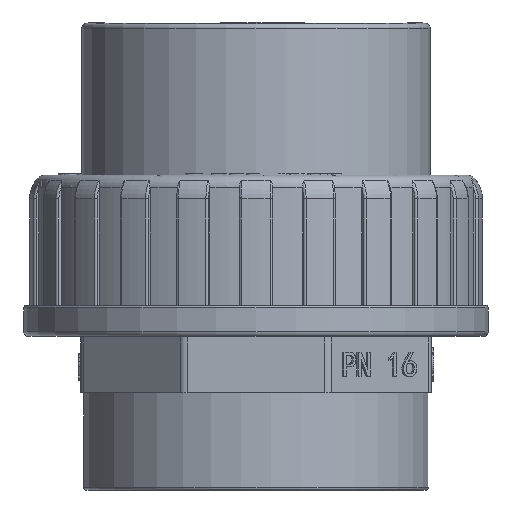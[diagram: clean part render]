
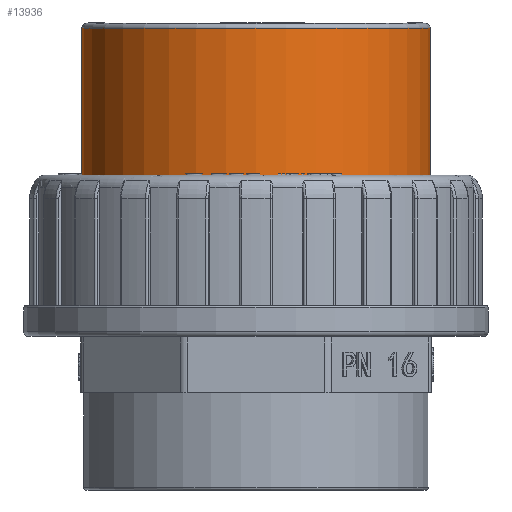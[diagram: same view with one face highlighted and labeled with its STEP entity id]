
A CAD part, front view. The second image highlights one B-rep face of the part: STEP entity #13936.
In plain terms, the highlighted cylindrical face has radius 36.75 mm (diameter 73.5 mm), a full revolution.
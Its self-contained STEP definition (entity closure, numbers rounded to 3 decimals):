
#13004=CYLINDRICAL_SURFACE('',#42039,36.75);
#13936=ADVANCED_FACE('',(#16955,#16956),#13004,.T.);
#16955=FACE_BOUND('',#18040,.T.);
#16956=FACE_BOUND('',#18041,.T.);
#18040=EDGE_LOOP('',(#24925));
#18041=EDGE_LOOP('',(#24926));
#24925=ORIENTED_EDGE('',*,*,#37932,.T.);
#24926=ORIENTED_EDGE('',*,*,#37933,.T.);
#33198=VERTEX_POINT('',#64284);
#33199=VERTEX_POINT('',#64286);
#37932=EDGE_CURVE('',#33198,#33198,#40883,.T.);
#37933=EDGE_CURVE('',#33199,#33199,#40884,.T.);
#40883=CIRCLE('',#42037,36.75);
#40884=CIRCLE('',#42038,36.75);
#42037=AXIS2_PLACEMENT_3D('',#64283,#48013,#48014);
#42038=AXIS2_PLACEMENT_3D('',#64285,#48015,#48016);
#42039=AXIS2_PLACEMENT_3D('',#64287,#48017,#48018);
#48013=DIRECTION('',(0.,0.,-1.));
#48014=DIRECTION('',(1.,0.,0.));
#48015=DIRECTION('',(0.,0.,1.));
#48016=DIRECTION('',(-1.,0.,0.));
#48017=DIRECTION('',(0.,0.,1.));
#48018=DIRECTION('',(-1.,0.,0.));
#64283=CARTESIAN_POINT('',(0.,0.,61.8));
#64284=CARTESIAN_POINT('',(36.75,0.,61.8));
#64285=CARTESIAN_POINT('',(0.,0.,25.));
#64286=CARTESIAN_POINT('',(-36.75,0.,25.));
#64287=CARTESIAN_POINT('',(0.,0.,20.8));
